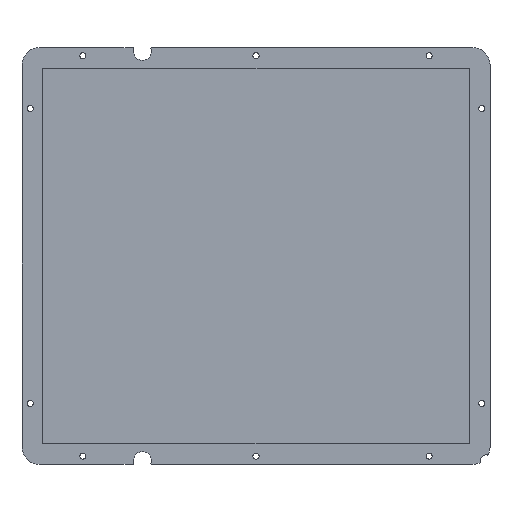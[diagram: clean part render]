
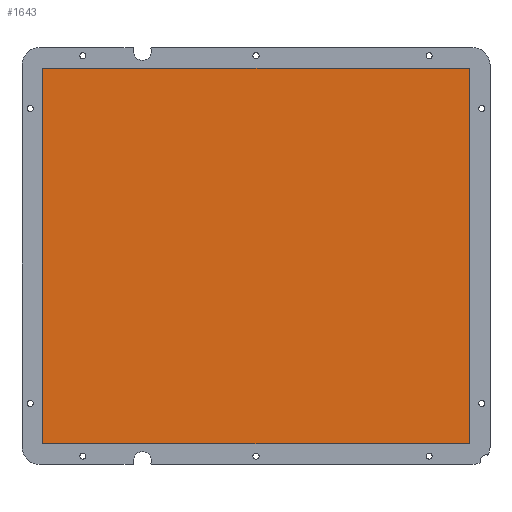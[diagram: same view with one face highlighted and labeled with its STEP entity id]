
A CAD part, top view. The second image highlights one B-rep face of the part: STEP entity #1643.
In plain terms, the highlighted planar face has unit normal (0, 0, 1).
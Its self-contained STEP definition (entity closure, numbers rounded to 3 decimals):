
#10 = DIRECTION ( 'NONE',  ( -1., 0., 0. ) ) ;
#45 = DIRECTION ( 'NONE',  ( -1., 0., 0. ) ) ;
#164 = PLANE ( 'NONE',  #2421 ) ;
#225 = ORIENTED_EDGE ( 'NONE', *, *, #1045, .F. ) ;
#251 = VERTEX_POINT ( 'NONE', #536 ) ;
#265 = EDGE_CURVE ( 'NONE', #2079, #1815, #1218, .T. ) ;
#371 = DIRECTION ( 'NONE',  ( 0., 0., 1. ) ) ;
#379 = DIRECTION ( 'NONE',  ( 0., 0., 1. ) ) ;
#396 = CARTESIAN_POINT ( 'NONE',  ( -122., -107.75, 3. ) ) ;
#416 = EDGE_LOOP ( 'NONE', ( #1861, #973, #954, #1756, #969, #1995, #225, #2347 ) ) ;
#455 = DIRECTION ( 'NONE',  ( -1., 0., 0. ) ) ;
#512 = DIRECTION ( 'NONE',  ( -1., 0., 0. ) ) ;
#536 = CARTESIAN_POINT ( 'NONE',  ( 122.5, -107.25, 3. ) ) ;
#543 = VECTOR ( 'NONE', #2398, 1000. ) ;
#567 = LINE ( 'NONE', #2011, #2109 ) ;
#580 = CARTESIAN_POINT ( 'NONE',  ( -122.5, -107.25, 3. ) ) ;
#602 = EDGE_CURVE ( 'NONE', #904, #1815, #1343, .T. ) ;
#626 = DIRECTION ( 'NONE',  ( 0., 0., 1. ) ) ;
#687 = CARTESIAN_POINT ( 'NONE',  ( -122., -107.25, 3. ) ) ;
#705 = CARTESIAN_POINT ( 'NONE',  ( 122., -107.75, 3. ) ) ;
#738 = CARTESIAN_POINT ( 'NONE',  ( -122.5, 107.75, 3. ) ) ;
#754 = AXIS2_PLACEMENT_3D ( 'NONE', #1231, #626, #45 ) ;
#797 = DIRECTION ( 'NONE',  ( 1., 0., 0. ) ) ;
#840 = CIRCLE ( 'NONE', #1057, 0.5 ) ;
#904 = VERTEX_POINT ( 'NONE', #580 ) ;
#942 = EDGE_CURVE ( 'NONE', #1753, #251, #567, .T. ) ;
#954 = ORIENTED_EDGE ( 'NONE', *, *, #1843, .F. ) ;
#969 = ORIENTED_EDGE ( 'NONE', *, *, #602, .F. ) ;
#973 = ORIENTED_EDGE ( 'NONE', *, *, #2081, .T. ) ;
#1045 = EDGE_CURVE ( 'NONE', #1208, #1953, #1742, .T. ) ;
#1051 = VERTEX_POINT ( 'NONE', #1500 ) ;
#1057 = AXIS2_PLACEMENT_3D ( 'NONE', #1623, #379, #10 ) ;
#1131 = DIRECTION ( 'NONE',  ( 0., 0., 1. ) ) ;
#1170 = DIRECTION ( 'NONE',  ( -1., 0., 0. ) ) ;
#1204 = FACE_OUTER_BOUND ( 'NONE', #416, .T. ) ;
#1208 = VERTEX_POINT ( 'NONE', #705 ) ;
#1217 = CARTESIAN_POINT ( 'NONE',  ( -122.5, -107.75, 3. ) ) ;
#1218 = CIRCLE ( 'NONE', #1317, 0.5 ) ;
#1231 = CARTESIAN_POINT ( 'NONE',  ( 122., -107.25, 3. ) ) ;
#1317 = AXIS2_PLACEMENT_3D ( 'NONE', #1592, #371, #2589 ) ;
#1343 = LINE ( 'NONE', #1217, #543 ) ;
#1482 = CARTESIAN_POINT ( 'NONE',  ( 122.5, -107.75, 3. ) ) ;
#1500 = CARTESIAN_POINT ( 'NONE',  ( 122., 107.75, 3. ) ) ;
#1586 = VECTOR ( 'NONE', #455, 1000. ) ;
#1592 = CARTESIAN_POINT ( 'NONE',  ( -122., 107.25, 3. ) ) ;
#1610 = VECTOR ( 'NONE', #797, 1000. ) ;
#1623 = CARTESIAN_POINT ( 'NONE',  ( 122., 107.25, 3. ) ) ;
#1643 = ADVANCED_FACE ( 'NONE', ( #1204 ), #164, .F. ) ;
#1698 = CARTESIAN_POINT ( 'NONE',  ( 122.5, 107.25, 3. ) ) ;
#1706 = EDGE_CURVE ( 'NONE', #1208, #251, #1895, .T. ) ;
#1742 = LINE ( 'NONE', #1482, #1586 ) ;
#1753 = VERTEX_POINT ( 'NONE', #1698 ) ;
#1756 = ORIENTED_EDGE ( 'NONE', *, *, #265, .T. ) ;
#1815 = VERTEX_POINT ( 'NONE', #2540 ) ;
#1843 = EDGE_CURVE ( 'NONE', #2079, #1051, #2446, .T. ) ;
#1861 = ORIENTED_EDGE ( 'NONE', *, *, #942, .F. ) ;
#1895 = CIRCLE ( 'NONE', #754, 0.5 ) ;
#1909 = AXIS2_PLACEMENT_3D ( 'NONE', #687, #1131, #512 ) ;
#1950 = CARTESIAN_POINT ( 'NONE',  ( 0., 0., 3. ) ) ;
#1953 = VERTEX_POINT ( 'NONE', #396 ) ;
#1995 = ORIENTED_EDGE ( 'NONE', *, *, #2359, .T. ) ;
#2011 = CARTESIAN_POINT ( 'NONE',  ( 122.5, 107.75, 3. ) ) ;
#2079 = VERTEX_POINT ( 'NONE', #2595 ) ;
#2081 = EDGE_CURVE ( 'NONE', #1753, #1051, #840, .T. ) ;
#2109 = VECTOR ( 'NONE', #2431, 1000. ) ;
#2347 = ORIENTED_EDGE ( 'NONE', *, *, #1706, .T. ) ;
#2359 = EDGE_CURVE ( 'NONE', #904, #1953, #2509, .T. ) ;
#2361 = DIRECTION ( 'NONE',  ( 0., 0., -1. ) ) ;
#2398 = DIRECTION ( 'NONE',  ( 0., 1., 0. ) ) ;
#2421 = AXIS2_PLACEMENT_3D ( 'NONE', #1950, #2361, #1170 ) ;
#2431 = DIRECTION ( 'NONE',  ( 0., -1., 0. ) ) ;
#2446 = LINE ( 'NONE', #738, #1610 ) ;
#2509 = CIRCLE ( 'NONE', #1909, 0.5 ) ;
#2540 = CARTESIAN_POINT ( 'NONE',  ( -122.5, 107.25, 3. ) ) ;
#2589 = DIRECTION ( 'NONE',  ( -1., 0., 0. ) ) ;
#2595 = CARTESIAN_POINT ( 'NONE',  ( -122., 107.75, 3. ) ) ;
